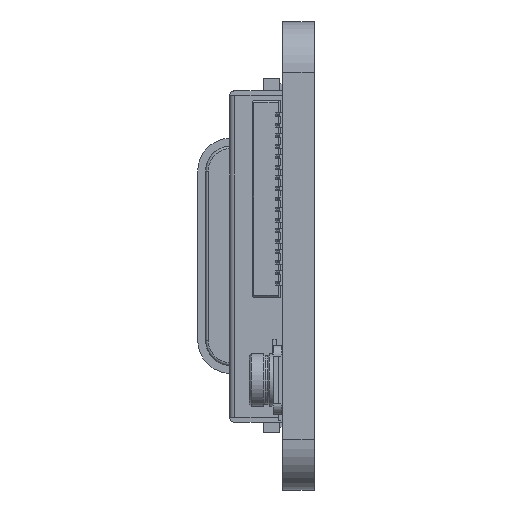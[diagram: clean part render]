
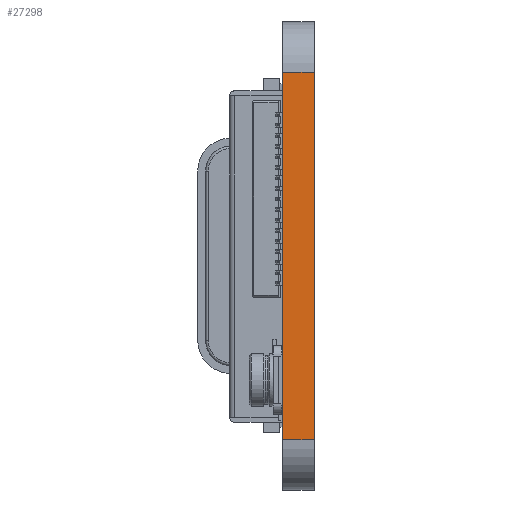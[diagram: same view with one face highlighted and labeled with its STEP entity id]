
A CAD part, left-side view. The second image highlights one B-rep face of the part: STEP entity #27298.
In plain terms, the highlighted planar face has unit normal (-1, 0, 0).
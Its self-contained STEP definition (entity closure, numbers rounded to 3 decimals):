
#2938=FACE_OUTER_BOUND('',#4455,.T.);
#4455=EDGE_LOOP('',(#23072,#23073,#23074,#23075));
#7053=LINE('',#44791,#9957);
#7201=LINE('',#45185,#10105);
#7202=LINE('',#45189,#10106);
#7203=LINE('',#45190,#10107);
#9957=VECTOR('',#36302,10.);
#10105=VECTOR('',#36632,1.);
#10106=VECTOR('',#36637,1.);
#10107=VECTOR('',#36638,1.);
#12550=VERTEX_POINT('',#44788);
#12551=VERTEX_POINT('',#44790);
#12706=VERTEX_POINT('',#45184);
#12707=VERTEX_POINT('',#45188);
#16085=EDGE_CURVE('',#12551,#12550,#7053,.T.);
#16282=EDGE_CURVE('',#12551,#12706,#7201,.T.);
#16284=EDGE_CURVE('',#12550,#12707,#7202,.T.);
#16285=EDGE_CURVE('',#12707,#12706,#7203,.T.);
#23072=ORIENTED_EDGE('',*,*,#16085,.T.);
#23073=ORIENTED_EDGE('',*,*,#16284,.T.);
#23074=ORIENTED_EDGE('',*,*,#16285,.T.);
#23075=ORIENTED_EDGE('',*,*,#16282,.F.);
#25669=PLANE('',#29928);
#27298=ADVANCED_FACE('',(#2938),#25669,.T.);
#29928=AXIS2_PLACEMENT_3D('',#45187,#36635,#36636);
#36302=DIRECTION('',(0.,0.,1.));
#36632=DIRECTION('',(0.,1.,0.));
#36635=DIRECTION('center_axis',(-1.,0.,0.));
#36636=DIRECTION('ref_axis',(0.,0.,
-1.));
#36637=DIRECTION('',(0.,1.,0.));
#36638=DIRECTION('',(0.,0.,-1.));
#44788=CARTESIAN_POINT('',(-9.302,1.672,22.576));
#44790=CARTESIAN_POINT('',(-9.302,1.672,8.606));
#44791=CARTESIAN_POINT('',(-9.302,1.672,19.084));
#45184=CARTESIAN_POINT('',(-9.302,2.872,8.606));
#45185=CARTESIAN_POINT('',(-9.302,1.272,8.606));
#45187=CARTESIAN_POINT('Origin',(-9.302,1.272,22.576));
#45188=CARTESIAN_POINT('',(-9.302,2.872,22.576));
#45189=CARTESIAN_POINT('',(-9.302,1.272,22.576));
#45190=CARTESIAN_POINT('',(-9.302,2.872,22.576));
